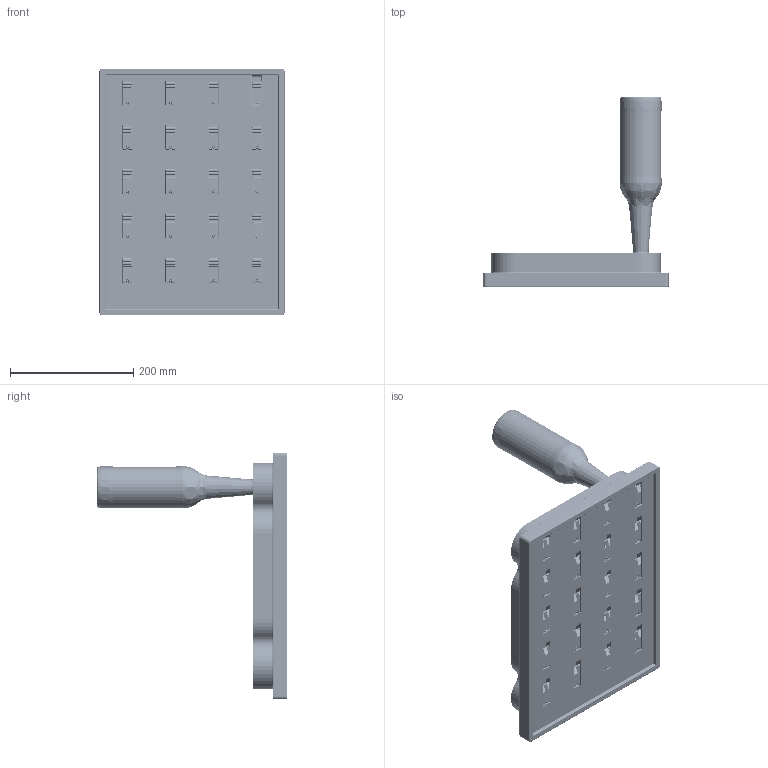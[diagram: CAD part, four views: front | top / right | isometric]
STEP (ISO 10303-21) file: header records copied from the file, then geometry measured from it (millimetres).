
FILE_DESCRIPTION (( 'STEP AP214' ), '1' );
FILE_NAME ('Bierkastenzapfanlage Konzept 3.STEP', '2013-02-21T17:06:23', ( '' ), ( '' ), 'SwSTEP 2.0', 'SolidWorks 2011', '' );
FILE_SCHEMA (( 'AUTOMOTIVE_DESIGN' ));
Length unit declared in the file: millimetre
Products named in the file (8): Gummidichtung; LongneckFlasche_AK; Mittelteil; O-Ring 3mm Zugstange; Zugstange; Hebel Zugvorrichtung; Unterteil; Bierkastenzapfanlage Konzept 3
Assembly tree (64 placements, depth 2):
  Bierkastenzapfanlage Konzept 3
    Hebel Zugvorrichtung  x20
    O-Ring 3mm Zugstange  x20
    Zugstange  x20
    Mittelteil
    Unterteil
    LongneckFlasche_AK
    Gummidichtung
Bounding box: 300 x 308.25 x 400 mm (x, y, z)
Volume: 3353599.8 mm3; surface area: 943876.6 mm2
Topology: 64 solids, 64 shells, 7674 faces, 18263 edges, 10443 vertices
Faces by surface type: cylinder 3118, bspline 2165, plane 1348, torus 625, sphere 330, cone 88
Entity records: 176673 total; most frequent: CARTESIAN_POINT 82806, ORIENTED_EDGE 21542, DIRECTION 17246, EDGE_CURVE 10771, AXIS2_PLACEMENT_3D 6993, VERTEX_POINT 6387, EDGE_LOOP 4738, FACE_OUTER_BOUND 4520
